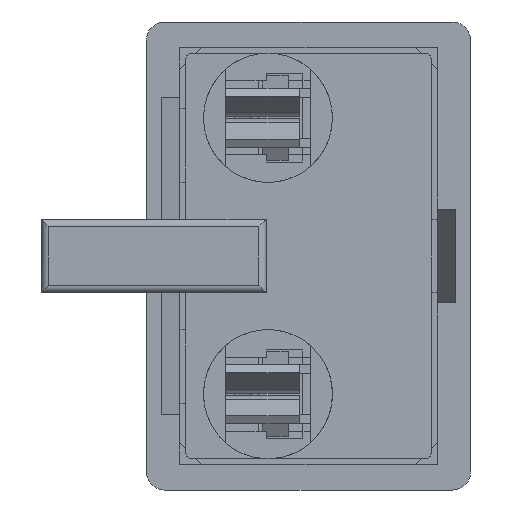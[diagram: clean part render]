
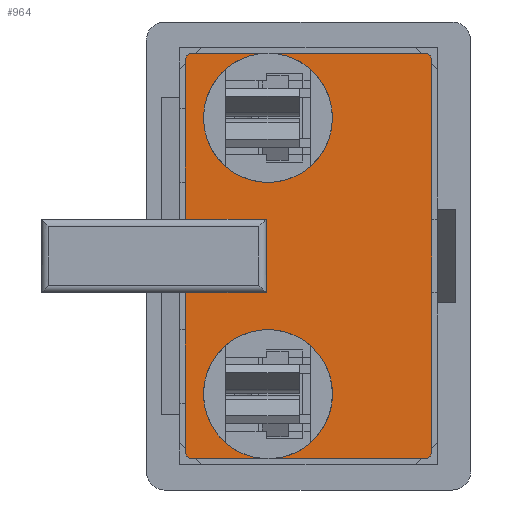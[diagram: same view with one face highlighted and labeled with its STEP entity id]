
A CAD part, front view. The second image highlights one B-rep face of the part: STEP entity #964.
In plain terms, the highlighted planar face has unit normal (0, -1, 0).
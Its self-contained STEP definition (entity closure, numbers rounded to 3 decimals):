
#852=CIRCLE('',#6852,0.2);
#853=CIRCLE('',#6853,1.75);
#854=CIRCLE('',#6854,0.2);
#855=CIRCLE('',#6855,0.2);
#856=CIRCLE('',#6856,1.75);
#857=CIRCLE('',#6857,0.2);
#964=ADVANCED_FACE('',(#1542),#1294,.F.);
#1294=PLANE('',#6858);
#1542=FACE_OUTER_BOUND('',#1852,.T.);
#1852=EDGE_LOOP('',(#2356,#2357,#2358,#2359,#2360,#2361,#2362,#2363,#2364,
#2365,#2366,#2367,#2368,#2369,#2370,#2371));
#2356=ORIENTED_EDGE('',*,*,#4635,.F.);
#2357=ORIENTED_EDGE('',*,*,#4636,.T.);
#2358=ORIENTED_EDGE('',*,*,#4637,.F.);
#2359=ORIENTED_EDGE('',*,*,#4638,.F.);
#2360=ORIENTED_EDGE('',*,*,#4639,.F.);
#2361=ORIENTED_EDGE('',*,*,#4640,.T.);
#2362=ORIENTED_EDGE('',*,*,#4641,.T.);
#2363=ORIENTED_EDGE('',*,*,#4642,.F.);
#2364=ORIENTED_EDGE('',*,*,#4643,.F.);
#2365=ORIENTED_EDGE('',*,*,#4644,.F.);
#2366=ORIENTED_EDGE('',*,*,#4645,.T.);
#2367=ORIENTED_EDGE('',*,*,#4646,.T.);
#2368=ORIENTED_EDGE('',*,*,#4647,.T.);
#2369=ORIENTED_EDGE('',*,*,#4648,.F.);
#2370=ORIENTED_EDGE('',*,*,#4649,.T.);
#2371=ORIENTED_EDGE('',*,*,#4650,.T.);
#4066=VERTEX_POINT('',#9282);
#4067=VERTEX_POINT('',#9283);
#4068=VERTEX_POINT('',#9285);
#4069=VERTEX_POINT('',#9287);
#4070=VERTEX_POINT('',#9290);
#4071=VERTEX_POINT('',#9292);
#4072=VERTEX_POINT('',#9294);
#4073=VERTEX_POINT('',#9296);
#4074=VERTEX_POINT('',#9298);
#4075=VERTEX_POINT('',#9300);
#4076=VERTEX_POINT('',#9302);
#4077=VERTEX_POINT('',#9304);
#4078=VERTEX_POINT('',#9306);
#4079=VERTEX_POINT('',#9309);
#4635=EDGE_CURVE('',#4066,#4067,#5492,.T.);
#4636=EDGE_CURVE('',#4066,#4068,#852,.T.);
#4637=EDGE_CURVE('',#4069,#4068,#5493,.T.);
#4638=EDGE_CURVE('',#4069,#4069,#853,.T.);
#4639=EDGE_CURVE('',#4070,#4069,#5494,.T.);
#4640=EDGE_CURVE('',#4070,#4071,#854,.T.);
#4641=EDGE_CURVE('',#4071,#4072,#5495,.T.);
#4642=EDGE_CURVE('',#4073,#4072,#5496,.T.);
#4643=EDGE_CURVE('',#4074,#4073,#5497,.T.);
#4644=EDGE_CURVE('',#4075,#4074,#5498,.T.);
#4645=EDGE_CURVE('',#4075,#4076,#5499,.T.);
#4646=EDGE_CURVE('',#4076,#4077,#855,.T.);
#4647=EDGE_CURVE('',#4077,#4078,#5500,.T.);
#4648=EDGE_CURVE('',#4078,#4078,#856,.T.);
#4649=EDGE_CURVE('',#4078,#4079,#5501,.T.);
#4650=EDGE_CURVE('',#4079,#4067,#857,.T.);
#5492=LINE('',#9281,#6229);
#5493=LINE('',#9286,#6230);
#5494=LINE('',#9289,#6231);
#5495=LINE('',#9293,#6232);
#5496=LINE('',#9295,#6233);
#5497=LINE('',#9297,#6234);
#5498=LINE('',#9299,#6235);
#5499=LINE('',#9301,#6236);
#5500=LINE('',#9305,#6237);
#5501=LINE('',#9308,#6238);
#6229=VECTOR('',#7496,1.);
#6230=VECTOR('',#7499,1.);
#6231=VECTOR('',#7502,1.);
#6232=VECTOR('',#7505,1.);
#6233=VECTOR('',#7506,1.);
#6234=VECTOR('',#7507,1.);
#6235=VECTOR('',#7508,1.);
#6236=VECTOR('',#7509,1.);
#6237=VECTOR('',#7512,1.);
#6238=VECTOR('',#7515,1.);
#6852=AXIS2_PLACEMENT_3D('',#9284,#7497,#7498);
#6853=AXIS2_PLACEMENT_3D('',#9288,#7500,#7501);
#6854=AXIS2_PLACEMENT_3D('',#9291,#7503,#7504);
#6855=AXIS2_PLACEMENT_3D('',#9303,#7510,#7511);
#6856=AXIS2_PLACEMENT_3D('',#9307,#7513,#7514);
#6857=AXIS2_PLACEMENT_3D('',#9310,#7516,#7517);
#6858=AXIS2_PLACEMENT_3D('',#9311,#7518,#7519);
#7496=DIRECTION('',(0.,0.,-1.));
#7497=DIRECTION('',(0.,-1.,0.));
#7498=DIRECTION('',(0.,0.,1.));
#7499=DIRECTION('',(1.,0.,0.));
#7500=DIRECTION('',(0.,-1.,0.));
#7501=DIRECTION('',(0.,0.,-1.));
#7502=DIRECTION('',(1.,0.,0.));
#7503=DIRECTION('',(0.,-1.,0.));
#7504=DIRECTION('',(0.,0.,1.));
#7505=DIRECTION('',(0.,0.,-1.));
#7506=DIRECTION('',(-1.,0.,0.));
#7507=DIRECTION('',(0.,0.,1.));
#7508=DIRECTION('',(1.,0.,0.));
#7509=DIRECTION('',(0.,0.,-1.));
#7510=DIRECTION('',(0.,-1.,0.));
#7511=DIRECTION('',(0.,0.,1.));
#7512=DIRECTION('',(1.,0.,0.));
#7513=DIRECTION('',(0.,-1.,0.));
#7514=DIRECTION('',(0.,0.,1.));
#7515=DIRECTION('',(1.,0.,0.));
#7516=DIRECTION('',(0.,-1.,0.));
#7517=DIRECTION('',(0.,0.,1.));
#7518=DIRECTION('',(0.,1.,0.));
#7519=DIRECTION('',(0.,0.,1.));
#9281=CARTESIAN_POINT('',(6.7,0.,5.5));
#9282=CARTESIAN_POINT('',(6.7,0.,5.3));
#9283=CARTESIAN_POINT('',(6.7,0.,-5.3));
#9284=CARTESIAN_POINT('',(6.5,0.,5.3));
#9285=CARTESIAN_POINT('',(6.5,0.,5.5));
#9286=CARTESIAN_POINT('',(0.,0.,5.5));
#9287=CARTESIAN_POINT('',(2.25,0.,5.5));
#9288=CARTESIAN_POINT('',(2.25,0.,3.75));
#9289=CARTESIAN_POINT('',(0.,0.,5.5));
#9290=CARTESIAN_POINT('',(0.2,0.,5.5));
#9291=CARTESIAN_POINT('',(0.2,0.,5.3));
#9292=CARTESIAN_POINT('',(0.,0.,5.3));
#9293=CARTESIAN_POINT('',(0.,0.,5.5));
#9294=CARTESIAN_POINT('',(0.,0.,1.));
#9295=CARTESIAN_POINT('',(2.2,0.,1.));
#9296=CARTESIAN_POINT('',(2.2,0.,1.));
#9297=CARTESIAN_POINT('',(2.2,0.,1.));
#9298=CARTESIAN_POINT('',(2.2,0.,-1.));
#9299=CARTESIAN_POINT('',(2.2,0.,-1.));
#9300=CARTESIAN_POINT('',(0.,0.,-1.));
#9301=CARTESIAN_POINT('',(0.,0.,5.5));
#9302=CARTESIAN_POINT('',(0.,0.,-5.3));
#9303=CARTESIAN_POINT('',(0.2,0.,-5.3));
#9304=CARTESIAN_POINT('',(0.2,0.,-5.5));
#9305=CARTESIAN_POINT('',(0.,0.,-5.5));
#9306=CARTESIAN_POINT('',(2.25,0.,-5.5));
#9307=CARTESIAN_POINT('',(2.25,0.,-3.75));
#9308=CARTESIAN_POINT('',(0.,0.,-5.5));
#9309=CARTESIAN_POINT('',(6.5,0.,-5.5));
#9310=CARTESIAN_POINT('',(6.5,0.,-5.3));
#9311=CARTESIAN_POINT('',(0.,0.,5.5));
